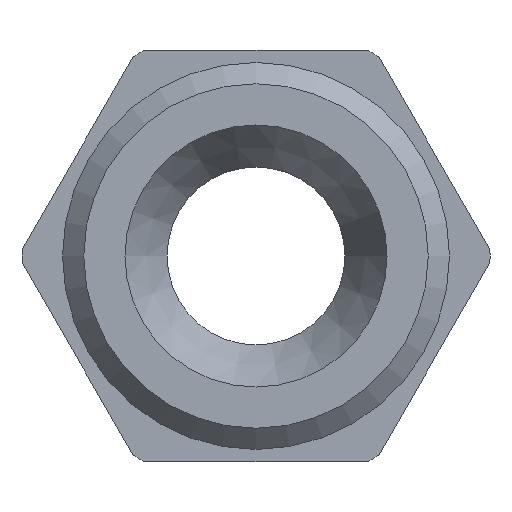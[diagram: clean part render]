
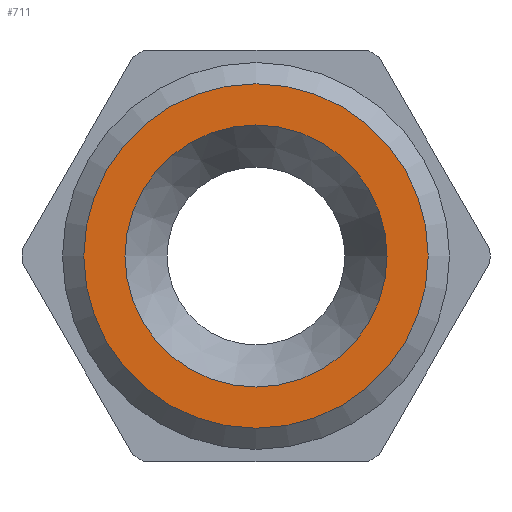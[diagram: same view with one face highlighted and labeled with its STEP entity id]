
A CAD part, left-side view. The second image highlights one B-rep face of the part: STEP entity #711.
In plain terms, the highlighted planar face has unit normal (-1, 0, 0).
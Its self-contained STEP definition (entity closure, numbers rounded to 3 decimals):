
#20=FACE_BOUND('',#178,.T.);
#81=CIRCLE('',#848,7.);
#82=CIRCLE('',#850,9.2);
#135=FACE_OUTER_BOUND('',#177,.T.);
#177=EDGE_LOOP('',(#611));
#178=EDGE_LOOP('',(#612));
#327=VERTEX_POINT('',#1275);
#328=VERTEX_POINT('',#1279);
#422=EDGE_CURVE('',#327,#327,#81,.T.);
#423=EDGE_CURVE('',#328,#328,#82,.T.);
#611=ORIENTED_EDGE('',*,*,#423,.F.);
#612=ORIENTED_EDGE('',*,*,#422,.T.);
#631=PLANE('',#849);
#711=ADVANCED_FACE('',(#135,#20),#631,.T.);
#848=AXIS2_PLACEMENT_3D('',#1277,#1075,#1076);
#849=AXIS2_PLACEMENT_3D('',#1278,#1077,#1078);
#850=AXIS2_PLACEMENT_3D('',#1280,#1079,#1080);
#1075=DIRECTION('center_axis',(1.,0.,0.));
#1076=DIRECTION('ref_axis',(0.,0.,-1.));
#1077=DIRECTION('center_axis',(-1.,0.,0.));
#1078=DIRECTION('ref_axis',(0.,0.,1.));
#1079=DIRECTION('center_axis',(1.,0.,0.));
#1080=DIRECTION('ref_axis',(0.,0.,-1.));
#1275=CARTESIAN_POINT('',(0.,-7.,0.));
#1277=CARTESIAN_POINT('Origin',(0.,0.,0.));
#1278=CARTESIAN_POINT('Origin',(0.,9.2,0.));
#1279=CARTESIAN_POINT('',(0.,-9.2,0.));
#1280=CARTESIAN_POINT('Origin',(0.,0.,0.));
